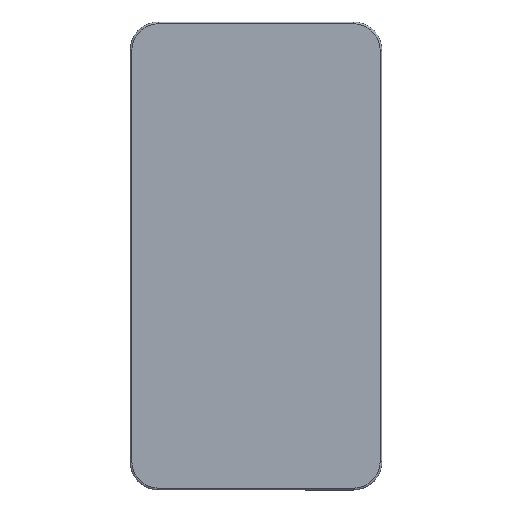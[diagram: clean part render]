
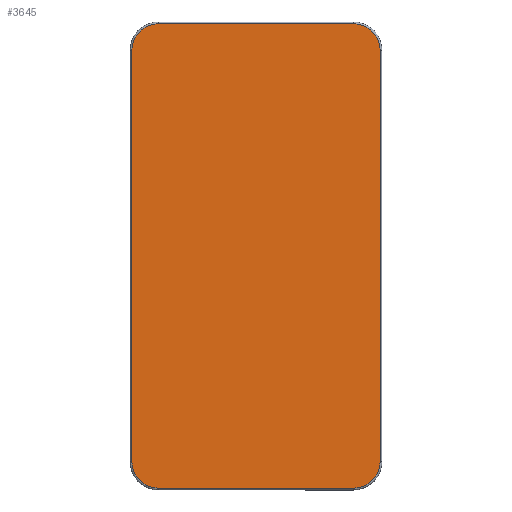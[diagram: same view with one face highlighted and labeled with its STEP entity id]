
A CAD part, top view. The second image highlights one B-rep face of the part: STEP entity #3645.
In plain terms, the highlighted planar face has unit normal (0, 0, 1).
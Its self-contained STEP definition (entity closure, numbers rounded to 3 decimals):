
#257=CIRCLE('',#4055,11.9);
#260=CIRCLE('',#4060,11.9);
#264=CIRCLE('',#4066,11.9);
#268=CIRCLE('',#4072,11.9);
#504=FACE_OUTER_BOUND('',#731,.T.);
#731=EDGE_LOOP('',(#2939,#2940,#2941,#2942,#2943,#2944,#2945,#2946));
#1055=LINE('',#5838,#1394);
#1057=LINE('',#5850,#1396);
#1059=LINE('',#5862,#1398);
#1061=LINE('',#5871,#1400);
#1394=VECTOR('',#4777,10.);
#1396=VECTOR('',#4791,10.);
#1398=VECTOR('',#4805,10.);
#1400=VECTOR('',#4817,10.);
#1679=VERTEX_POINT('',#5826);
#1682=VERTEX_POINT('',#5831);
#1684=VERTEX_POINT('',#5836);
#1686=VERTEX_POINT('',#5842);
#1688=VERTEX_POINT('',#5848);
#1690=VERTEX_POINT('',#5854);
#1692=VERTEX_POINT('',#5860);
#1694=VERTEX_POINT('',#5866);
#2114=EDGE_CURVE('',#1682,#1679,#257,.T.);
#2116=EDGE_CURVE('',#1684,#1682,#1055,.T.);
#2119=EDGE_CURVE('',#1686,#1684,#260,.T.);
#2122=EDGE_CURVE('',#1688,#1686,#1057,.T.);
#2125=EDGE_CURVE('',#1690,#1688,#264,.T.);
#2128=EDGE_CURVE('',#1692,#1690,#1059,.T.);
#2131=EDGE_CURVE('',#1694,#1692,#268,.T.);
#2133=EDGE_CURVE('',#1679,#1694,#1061,.T.);
#2939=ORIENTED_EDGE('',*,*,#2114,.F.);
#2940=ORIENTED_EDGE('',*,*,#2116,.F.);
#2941=ORIENTED_EDGE('',*,*,#2119,.F.);
#2942=ORIENTED_EDGE('',*,*,#2122,.F.);
#2943=ORIENTED_EDGE('',*,*,#2125,.F.);
#2944=ORIENTED_EDGE('',*,*,#2128,.F.);
#2945=ORIENTED_EDGE('',*,*,#2131,.F.);
#2946=ORIENTED_EDGE('',*,*,#2133,.F.);
#3496=PLANE('',#4081);
#3645=ADVANCED_FACE('',(#504),#3496,.T.);
#4055=AXIS2_PLACEMENT_3D('',#5833,#4771,#4772);
#4060=AXIS2_PLACEMENT_3D('',#5844,#4783,#4784);
#4066=AXIS2_PLACEMENT_3D('',#5856,#4797,#4798);
#4072=AXIS2_PLACEMENT_3D('',#5868,#4811,#4812);
#4081=AXIS2_PLACEMENT_3D('',#5891,#4838,#4839);
#4771=DIRECTION('center_axis',(0.,0.,-1.));
#4772=DIRECTION('ref_axis',(0.707,0.707,0.));
#4777=DIRECTION('',(1.,0.,0.));
#4783=DIRECTION('center_axis',(0.,0.,-1.));
#4784=DIRECTION('ref_axis',(-0.707,0.707,0.));
#4791=DIRECTION('',(0.,1.,0.));
#4797=DIRECTION('center_axis',(0.,0.,-1.));
#4798=DIRECTION('ref_axis',(-0.707,-0.707,0.));
#4805=DIRECTION('',(-1.,0.,0.));
#4811=DIRECTION('center_axis',(0.,0.,-1.));
#4812=DIRECTION('ref_axis',(0.707,-0.707,0.));
#4817=DIRECTION('',(0.,-1.,0.));
#4838=DIRECTION('center_axis',(0.,0.,1.));
#4839=DIRECTION('ref_axis',(1.,0.,0.));
#5826=CARTESIAN_POINT('',(55.7,92.3,4.5));
#5831=CARTESIAN_POINT('',(43.8,104.2,4.5));
#5833=CARTESIAN_POINT('Origin',(43.8,92.3,4.5));
#5836=CARTESIAN_POINT('',(-43.8,104.2,4.5));
#5838=CARTESIAN_POINT('',(21.9,104.2,4.5));
#5842=CARTESIAN_POINT('',(-55.7,92.3,4.5));
#5844=CARTESIAN_POINT('Origin',(-43.8,92.3,4.5));
#5848=CARTESIAN_POINT('',(-55.7,-92.3,4.5));
#5850=CARTESIAN_POINT('',(-55.7,46.15,4.5));
#5854=CARTESIAN_POINT('',(-43.8,-104.2,4.5));
#5856=CARTESIAN_POINT('Origin',(-43.8,-92.3,4.5));
#5860=CARTESIAN_POINT('',(43.8,-104.2,4.5));
#5862=CARTESIAN_POINT('',(-21.9,-104.2,4.5));
#5866=CARTESIAN_POINT('',(55.7,-92.3,4.5));
#5868=CARTESIAN_POINT('Origin',(43.8,-92.3,4.5));
#5871=CARTESIAN_POINT('',(55.7,-46.15,4.5));
#5891=CARTESIAN_POINT('Origin',(0.,0.,
4.5));
